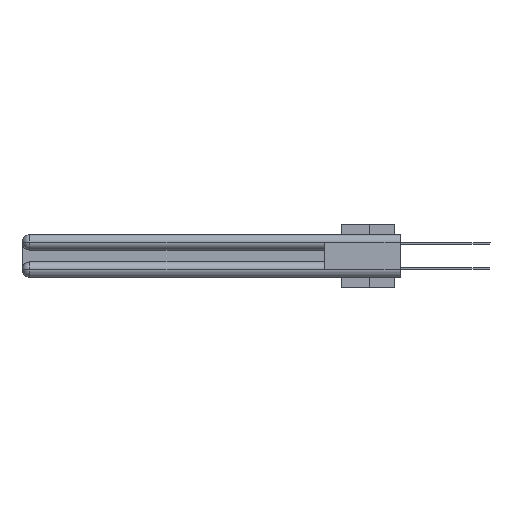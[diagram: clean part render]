
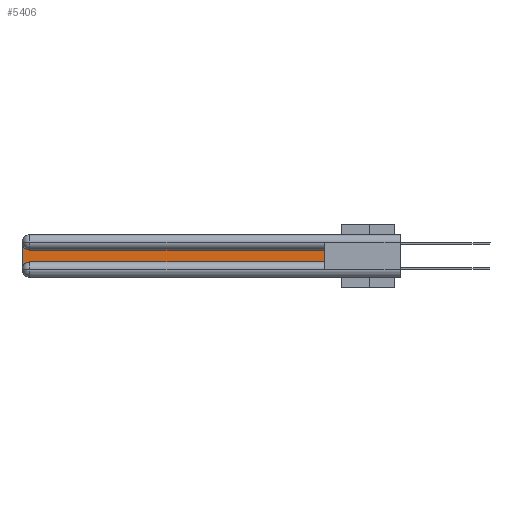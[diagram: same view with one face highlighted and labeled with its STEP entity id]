
A CAD part, left-side view. The second image highlights one B-rep face of the part: STEP entity #5406.
In plain terms, the highlighted planar face has unit normal (-1, 0, 0).
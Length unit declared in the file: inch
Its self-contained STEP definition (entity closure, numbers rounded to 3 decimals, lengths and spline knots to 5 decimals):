
#502 = FACE_OUTER_BOUND ( 'NONE', #14859, .T. ) ;
#858 = CARTESIAN_POINT ( 'NONE',  ( 0.075, 0.6, -0.2175 ) ) ;
#1333 = VERTEX_POINT ( 'NONE', #2157 ) ;
#1396 = VECTOR ( 'NONE', #14682, 39.37008 ) ;
#1443 = VERTEX_POINT ( 'NONE', #20240 ) ;
#1530 = AXIS2_PLACEMENT_3D ( 'NONE', #13753, #10607, #3726 ) ;
#1883 = CARTESIAN_POINT ( 'NONE',  ( 0.075, 0.6, -0.1225 ) ) ;
#2157 = CARTESIAN_POINT ( 'NONE',  ( 0.075, 0.6, -0.2175 ) ) ;
#2404 = CARTESIAN_POINT ( 'NONE',  ( 0.075, 2.94, -0.2175 ) ) ;
#2600 = ORIENTED_EDGE ( 'NONE', *, *, #5640, .T. ) ;
#3094 = DIRECTION ( 'NONE',  ( 0., 0., -1. ) ) ;
#3276 = VECTOR ( 'NONE', #4363, 39.37008 ) ;
#3346 = DIRECTION ( 'NONE',  ( 1., 0., 0. ) ) ;
#3726 = DIRECTION ( 'NONE',  ( 0., 0., -1. ) ) ;
#4363 = DIRECTION ( 'NONE',  ( 0., 0., -1. ) ) ;
#4563 = EDGE_CURVE ( 'NONE', #5317, #1443, #16737, .T. ) ;
#4749 = PLANE ( 'NONE',  #23361 ) ;
#5003 = CARTESIAN_POINT ( 'NONE',  ( 0.075, 0.6, -0.1225 ) ) ;
#5317 = VERTEX_POINT ( 'NONE', #28844 ) ;
#5406 = ADVANCED_FACE ( 'NONE', ( #502 ), #4749, .F. ) ;
#5640 = EDGE_CURVE ( 'NONE', #19794, #5317, #16651, .T. ) ;
#7880 = VECTOR ( 'NONE', #32605, 39.37008 ) ;
#8476 = ORIENTED_EDGE ( 'NONE', *, *, #25215, .T. ) ;
#8969 = VERTEX_POINT ( 'NONE', #2404 ) ;
#9199 = AXIS2_PLACEMENT_3D ( 'NONE', #13455, #26039, #3094 ) ;
#9680 = LINE ( 'NONE', #858, #1396 ) ;
#10607 = DIRECTION ( 'NONE',  ( 1., 0., 0. ) ) ;
#13455 = CARTESIAN_POINT ( 'NONE',  ( 0.075, 2.94, -0.0625 ) ) ;
#13538 = DIRECTION ( 'NONE',  ( 0., 0., -1. ) ) ;
#13753 = CARTESIAN_POINT ( 'NONE',  ( 0.075, 2.94, -0.2775 ) ) ;
#14353 = LINE ( 'NONE', #21740, #7880 ) ;
#14682 = DIRECTION ( 'NONE',  ( 0., -1., 0. ) ) ;
#14713 = EDGE_CURVE ( 'NONE', #27258, #19794, #19926, .T. ) ;
#14859 = EDGE_LOOP ( 'NONE', ( #30660, #2600, #15763, #8476, #30334, #29493 ) ) ;
#15763 = ORIENTED_EDGE ( 'NONE', *, *, #4563, .T. ) ;
#15954 = CIRCLE ( 'NONE', #1530, 0.06 ) ;
#16651 = CIRCLE ( 'NONE', #9199, 0.06 ) ;
#16737 = LINE ( 'NONE', #26804, #3276 ) ;
#17386 = DIRECTION ( 'NONE',  ( 0., 1., 0. ) ) ;
#17709 = EDGE_CURVE ( 'NONE', #8969, #1333, #9680, .T. ) ;
#17895 = VECTOR ( 'NONE', #17386, 39.37008 ) ;
#18743 = EDGE_CURVE ( 'NONE', #1333, #27258, #14353, .T. ) ;
#19794 = VERTEX_POINT ( 'NONE', #20926 ) ;
#19926 = LINE ( 'NONE', #5003, #17895 ) ;
#20240 = CARTESIAN_POINT ( 'NONE',  ( 0.075, 3., -0.2775 ) ) ;
#20926 = CARTESIAN_POINT ( 'NONE',  ( 0.075, 2.94, -0.1225 ) ) ;
#21740 = CARTESIAN_POINT ( 'NONE',  ( 0.075, 0.6, -0.2175 ) ) ;
#23361 = AXIS2_PLACEMENT_3D ( 'NONE', #25171, #3346, #13538 ) ;
#25171 = CARTESIAN_POINT ( 'NONE',  ( 0.075, 3., -0.1225 ) ) ;
#25215 = EDGE_CURVE ( 'NONE', #1443, #8969, #15954, .T. ) ;
#26039 = DIRECTION ( 'NONE',  ( 1., 0., 0. ) ) ;
#26804 = CARTESIAN_POINT ( 'NONE',  ( 0.075, 3., -0.2175 ) ) ;
#27258 = VERTEX_POINT ( 'NONE', #1883 ) ;
#28844 = CARTESIAN_POINT ( 'NONE',  ( 0.075, 3., -0.0625 ) ) ;
#29493 = ORIENTED_EDGE ( 'NONE', *, *, #18743, .T. ) ;
#30334 = ORIENTED_EDGE ( 'NONE', *, *, #17709, .T. ) ;
#30660 = ORIENTED_EDGE ( 'NONE', *, *, #14713, .T. ) ;
#32605 = DIRECTION ( 'NONE',  ( 0., 0., 1. ) ) ;
